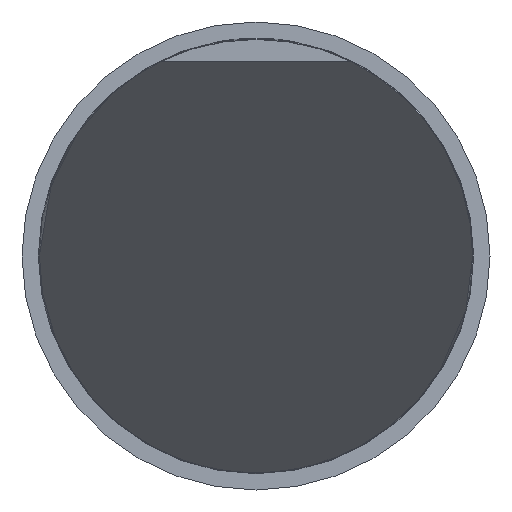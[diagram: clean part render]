
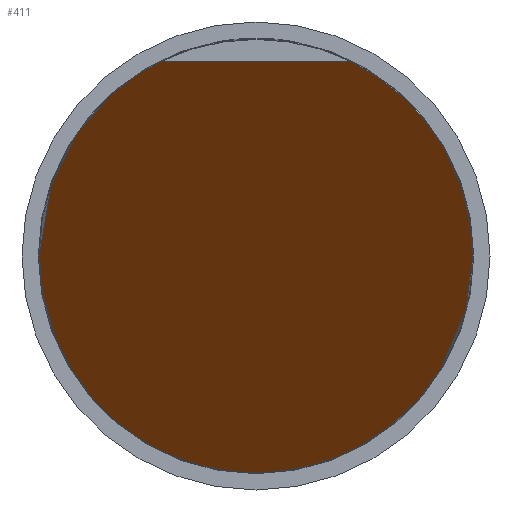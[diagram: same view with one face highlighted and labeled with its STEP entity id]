
A CAD part, front view. The second image highlights one B-rep face of the part: STEP entity #411.
In plain terms, the highlighted planar face has unit normal (0, -0.5, -0.866).
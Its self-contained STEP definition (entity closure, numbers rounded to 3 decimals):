
#19 =( BOUNDED_CURVE ( )  B_SPLINE_CURVE ( 3, ( #2978, #2246, #777, #2742 ),
 .UNSPECIFIED., .F., .F. ) 
 B_SPLINE_CURVE_WITH_KNOTS ( ( 4, 4 ),
 ( 3.599, 4.712 ),
 .UNSPECIFIED. ) 
 CURVE ( )  GEOMETRIC_REPRESENTATION_ITEM ( )  RATIONAL_B_SPLINE_CURVE ( ( 1., 0.899, 0.899, 1. ) ) 
 REPRESENTATION_ITEM ( '' )  );
#318 = VECTOR ( 'NONE', #2150, 1000. ) ;
#382 = CARTESIAN_POINT ( 'NONE',  ( -0.88, -23.3, 1.785 ) ) ;
#411 = ADVANCED_FACE ( 'Defeature ausgef�hrt1_13', ( #2429 ), #876, .F. ) ;
#484 = VERTEX_POINT ( 'NONE', #2402 ) ;
#578 =( BOUNDED_CURVE ( )  B_SPLINE_CURVE ( 3, ( #2814, #2037, #2070, #1556 ),
 .UNSPECIFIED., .F., .F. ) 
 B_SPLINE_CURVE_WITH_KNOTS ( ( 4, 4 ),
 ( 4.712, 7.854 ),
 .UNSPECIFIED. ) 
 CURVE ( )  GEOMETRIC_REPRESENTATION_ITEM ( )  RATIONAL_B_SPLINE_CURVE ( ( 1., 0.333, 0.333, 1. ) ) 
 REPRESENTATION_ITEM ( '' )  );
#592 = CARTESIAN_POINT ( 'NONE',  ( -0.88, -23.3, 1.785 ) ) ;
#628 = EDGE_CURVE ( 'Defeature ausgef�hrt1_6+Defeature ausgef�hrt1_13+Defeature ausgef�hrt1_12+Defeature ausgef�hrt1_12', #484, #1219, #578, .T. ) ;
#735 = ORIENTED_EDGE ( 'NONE', *, *, #2928, .F. ) ;
#777 = CARTESIAN_POINT ( 'NONE',  ( 1.99, -21.558, 0.779 ) ) ;
#812 = CARTESIAN_POINT ( 'NONE',  ( -1.579, -22.703, 1.441 ) ) ;
#876 = PLANE ( 'NONE',  #2868 ) ;
#894 = CARTESIAN_POINT ( 'NONE',  ( -10., -23.3, 1.785 ) ) ;
#898 = EDGE_LOOP ( 'NONE', ( #735, #2029, #1678, #2569 ) ) ;
#950 = CARTESIAN_POINT ( 'NONE',  ( -10., -23.3, 1.785 ) ) ;
#1219 = VERTEX_POINT ( 'NONE', #2169 ) ;
#1387 = DIRECTION ( 'NONE',  ( 0., -0.866, 0.5 ) ) ;
#1556 = CARTESIAN_POINT ( 'NONE',  ( -1.99, -20.208, 0. ) ) ;
#1614 = DIRECTION ( 'NONE',  ( 0., 0.5, 0.866 ) ) ;
#1627 = VERTEX_POINT ( 'NONE', #382 ) ;
#1678 = ORIENTED_EDGE ( 'NONE', *, *, #628, .F. ) ;
#1697 =( BOUNDED_CURVE ( )  B_SPLINE_CURVE ( 3, ( #2695, #2964, #812, #592 ),
 .UNSPECIFIED., .F., .F. ) 
 B_SPLINE_CURVE_WITH_KNOTS ( ( 4, 4 ),
 ( 1.571, 2.684 ),
 .UNSPECIFIED. ) 
 CURVE ( )  GEOMETRIC_REPRESENTATION_ITEM ( )  RATIONAL_B_SPLINE_CURVE ( ( 1., 0.899, 0.899, 1. ) ) 
 REPRESENTATION_ITEM ( '' )  );
#1733 = VERTEX_POINT ( 'NONE', #2574 ) ;
#1960 = LINE ( 'NONE', #950, #318 ) ;
#2029 = ORIENTED_EDGE ( 'NONE', *, *, #2393, .F. ) ;
#2037 = CARTESIAN_POINT ( 'NONE',  ( 1.99, -13.315, -3.98 ) ) ;
#2070 = CARTESIAN_POINT ( 'NONE',  ( -1.99, -13.315, -3.98 ) ) ;
#2150 = DIRECTION ( 'NONE',  ( 1., 0., 0. ) ) ;
#2169 = CARTESIAN_POINT ( 'NONE',  ( -1.99, -20.208, 0. ) ) ;
#2246 = CARTESIAN_POINT ( 'NONE',  ( 1.579, -22.703, 1.441 ) ) ;
#2311 = EDGE_CURVE ( 'Defeature ausgef�hrt1_6+Defeature ausgef�hrt1_13+Defeature ausgef�hrt1_12+Defeature ausgef�hrt1_12', #1733, #484, #19, .T. ) ;
#2393 = EDGE_CURVE ( 'Defeature ausgef�hrt1_6+Defeature ausgef�hrt1_13+Defeature ausgef�hrt1_12+Defeature ausgef�hrt1_12', #1219, #1627, #1697, .T. ) ;
#2402 = CARTESIAN_POINT ( 'NONE',  ( 1.99, -20.208, 0. ) ) ;
#2429 = FACE_OUTER_BOUND ( 'NONE', #898, .T. ) ;
#2569 = ORIENTED_EDGE ( 'NONE', *, *, #2311, .F. ) ;
#2574 = CARTESIAN_POINT ( 'NONE',  ( 0.88, -23.3, 1.785 ) ) ;
#2695 = CARTESIAN_POINT ( 'NONE',  ( -1.99, -20.208, 0. ) ) ;
#2742 = CARTESIAN_POINT ( 'NONE',  ( 1.99, -20.208, 0. ) ) ;
#2814 = CARTESIAN_POINT ( 'NONE',  ( 1.99, -20.208, 0. ) ) ;
#2868 = AXIS2_PLACEMENT_3D ( 'NONE', #894, #1614, #1387 ) ;
#2928 = EDGE_CURVE ( 'Defeature ausgef�hrt1_12+Defeature ausgef�hrt1_13+Defeature ausgef�hrt1_6+Defeature ausgef�hrt1_6', #1627, #1733, #1960, .T. ) ;
#2964 = CARTESIAN_POINT ( 'NONE',  ( -1.99, -21.558, 0.779 ) ) ;
#2978 = CARTESIAN_POINT ( 'NONE',  ( 0.88, -23.3, 1.785 ) ) ;
